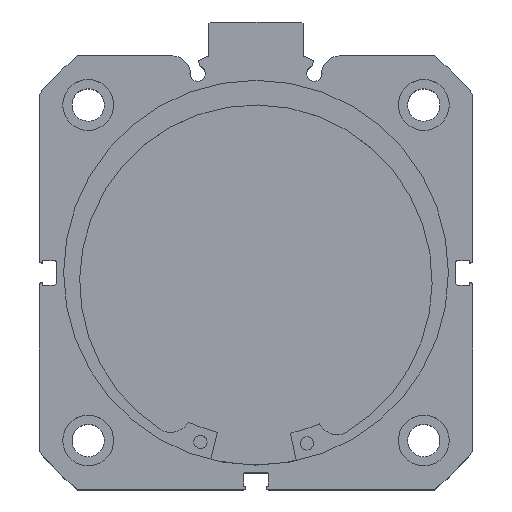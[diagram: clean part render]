
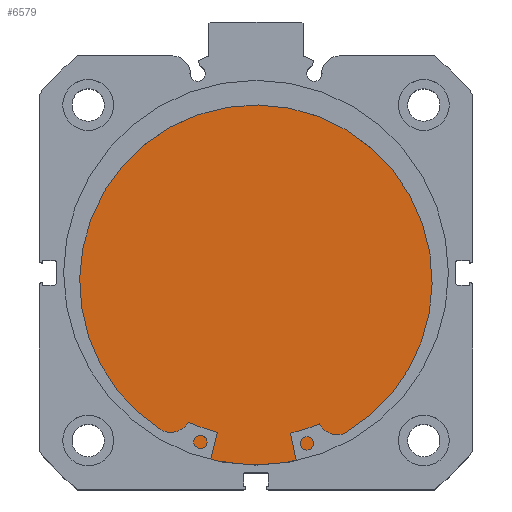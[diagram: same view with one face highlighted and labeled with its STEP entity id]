
A CAD part, top view. The second image highlights one B-rep face of the part: STEP entity #6579.
In plain terms, the highlighted face is planar.
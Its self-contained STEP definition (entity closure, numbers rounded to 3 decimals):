
#832 = ORIENTED_EDGE ( 'NONE', *, *, #3976, .F. ) ;
#1244 = CIRCLE ( 'NONE', #3783, 51. ) ;
#1274 = CIRCLE ( 'NONE', #3766, 51. ) ;
#1922 = FACE_OUTER_BOUND ( 'NONE', #3648, .T. ) ;
#2466 = AXIS2_PLACEMENT_3D ( 'NONE', #2913, #2915, #2916 ) ;
#2913 = CARTESIAN_POINT ( 'NONE',  ( 13., 51., 0. ) ) ;
#2914 = PLANE ( 'NONE',  #2466 ) ;
#2915 = DIRECTION ( 'NONE',  ( -1., 0., 0. ) ) ;
#2916 = DIRECTION ( 'NONE',  ( 0., 0., 1. ) ) ;
#3648 = EDGE_LOOP ( 'NONE', ( #832, #4915 ) ) ;
#3766 = AXIS2_PLACEMENT_3D ( 'NONE', #6423, #6421, #6419 ) ;
#3783 = AXIS2_PLACEMENT_3D ( 'NONE', #6485, #6483, #6482 ) ;
#3976 = EDGE_CURVE ( 'NONE', #4281, #4273, #1244, .T. ) ;
#3997 = EDGE_CURVE ( 'NONE', #4273, #4281, #1274, .T. ) ;
#4273 = VERTEX_POINT ( 'NONE', #5987 ) ;
#4281 = VERTEX_POINT ( 'NONE', #5981 ) ;
#4915 = ORIENTED_EDGE ( 'NONE', *, *, #3997, .F. ) ;
#5981 = CARTESIAN_POINT ( 'NONE',  ( 13., 0., 51. ) ) ;
#5987 = CARTESIAN_POINT ( 'NONE',  ( 13., 0., -51. ) ) ;
#6419 = DIRECTION ( 'NONE',  ( 0., 0., 1. ) ) ;
#6421 = DIRECTION ( 'NONE',  ( -1., 0., 0. ) ) ;
#6423 = CARTESIAN_POINT ( 'NONE',  ( 13., 0., 0. ) ) ;
#6482 = DIRECTION ( 'NONE',  ( 0., 0., 1. ) ) ;
#6483 = DIRECTION ( 'NONE',  ( -1., 0., 0. ) ) ;
#6485 = CARTESIAN_POINT ( 'NONE',  ( 13., 0., 0. ) ) ;
#6579 = ADVANCED_FACE ( 'NONE', ( #1922 ), #2914, .F. ) ;
